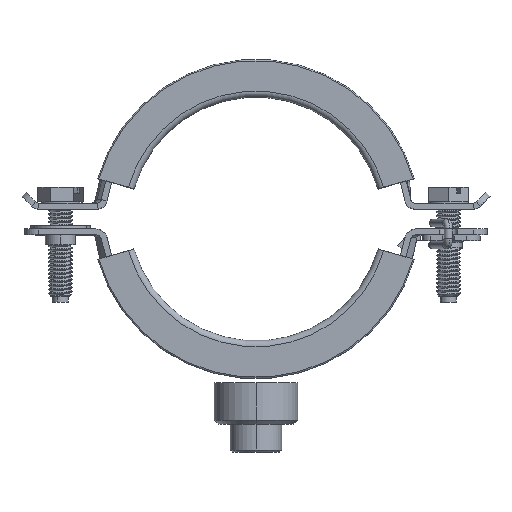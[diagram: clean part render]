
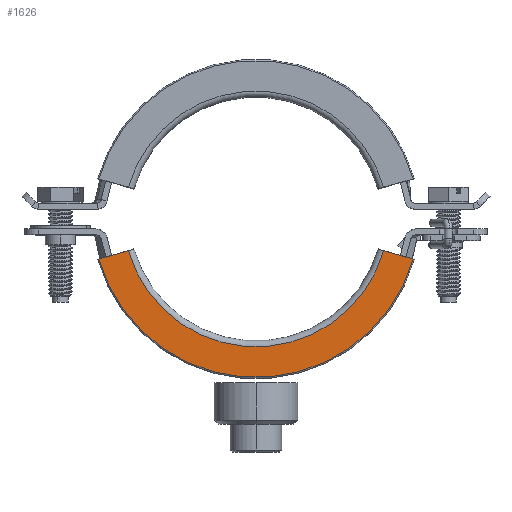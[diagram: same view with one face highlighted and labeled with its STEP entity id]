
A CAD part, top view. The second image highlights one B-rep face of the part: STEP entity #1626.
In plain terms, the highlighted planar face has unit normal (0, 0, 1).
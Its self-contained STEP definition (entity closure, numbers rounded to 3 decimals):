
#1011 = CARTESIAN_POINT ( 'NONE',  ( -39.604, -11.356, 14.5 ) ) ;
#1176 = EDGE_CURVE ( 'NONE', #24089, #10376, #16794, .T. ) ;
#1626 = ADVANCED_FACE ( 'NONE', ( #9062 ), #6268, .F. ) ;
#1690 = ORIENTED_EDGE ( 'NONE', *, *, #28491, .T. ) ;
#1855 = EDGE_CURVE ( 'NONE', #24089, #13061, #25345, .T. ) ;
#3097 = CARTESIAN_POINT ( 'NONE',  ( 0., 0., 14.5 ) ) ;
#3430 = VECTOR ( 'NONE', #4790, 1000. ) ;
#3673 = ORIENTED_EDGE ( 'NONE', *, *, #1855, .T. ) ;
#4790 = DIRECTION ( 'NONE',  ( -0.961, -0.276, 0. ) ) ;
#4930 = CARTESIAN_POINT ( 'NONE',  ( 32.202, -9.234, 14.5 ) ) ;
#6268 = PLANE ( 'NONE',  #34237 ) ;
#6474 = CIRCLE ( 'NONE', #7022, 41.2 ) ;
#7022 = AXIS2_PLACEMENT_3D ( 'NONE', #17465, #33505, #22875 ) ;
#7941 = LINE ( 'NONE', #18542, #3430 ) ;
#8152 = EDGE_LOOP ( 'NONE', ( #17445, #17192, #3673, #1690 ) ) ;
#9062 = FACE_OUTER_BOUND ( 'NONE', #8152, .T. ) ;
#10326 = AXIS2_PLACEMENT_3D ( 'NONE', #3097, #29087, #31861 ) ;
#10376 = VERTEX_POINT ( 'NONE', #25685 ) ;
#11052 = CARTESIAN_POINT ( 'NONE',  ( 39.604, -11.356, 14.5 ) ) ;
#13061 = VERTEX_POINT ( 'NONE', #21238 ) ;
#14796 = CARTESIAN_POINT ( 'NONE',  ( 39.604, -11.356, 14.5 ) ) ;
#16722 = VERTEX_POINT ( 'NONE', #1011 ) ;
#16794 = LINE ( 'NONE', #11052, #19741 ) ;
#17192 = ORIENTED_EDGE ( 'NONE', *, *, #1176, .F. ) ;
#17445 = ORIENTED_EDGE ( 'NONE', *, *, #34119, .F. ) ;
#17465 = CARTESIAN_POINT ( 'NONE',  ( 0., 0., 14.5 ) ) ;
#18542 = CARTESIAN_POINT ( 'NONE',  ( -39.604, -11.356, 14.5 ) ) ;
#19741 = VECTOR ( 'NONE', #32655, 1000. ) ;
#21238 = CARTESIAN_POINT ( 'NONE',  ( -32.202, -9.234, 14.5 ) ) ;
#22875 = DIRECTION ( 'NONE',  ( 0.961, -0.276, 0. ) ) ;
#24089 = VERTEX_POINT ( 'NONE', #4930 ) ;
#25345 = CIRCLE ( 'NONE', #10326, 33.5 ) ;
#25685 = CARTESIAN_POINT ( 'NONE',  ( 39.604, -11.356, 14.5 ) ) ;
#28491 = EDGE_CURVE ( 'NONE', #13061, #16722, #7941, .T. ) ;
#29087 = DIRECTION ( 'NONE',  ( 0., 0., -1. ) ) ;
#31861 = DIRECTION ( 'NONE',  ( 0.961, -0.276, 0. ) ) ;
#32123 = DIRECTION ( 'NONE',  ( 0., 0., -1. ) ) ;
#32655 = DIRECTION ( 'NONE',  ( 0.961, -0.276, 0. ) ) ;
#32936 = DIRECTION ( 'NONE',  ( 0., 1., 0. ) ) ;
#33505 = DIRECTION ( 'NONE',  ( 0., 0., -1. ) ) ;
#34119 = EDGE_CURVE ( 'NONE', #10376, #16722, #6474, .T. ) ;
#34237 = AXIS2_PLACEMENT_3D ( 'NONE', #14796, #32123, #32936 ) ;
